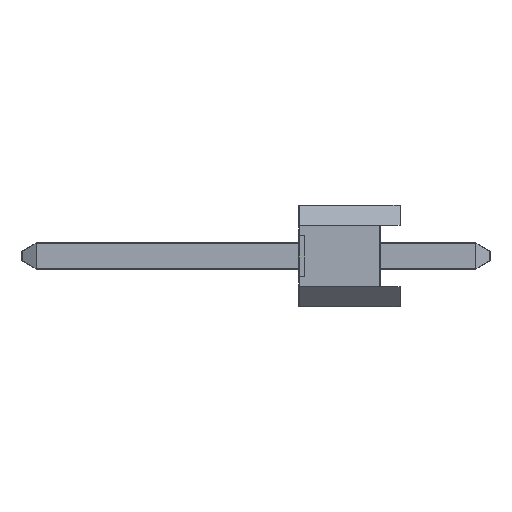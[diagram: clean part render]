
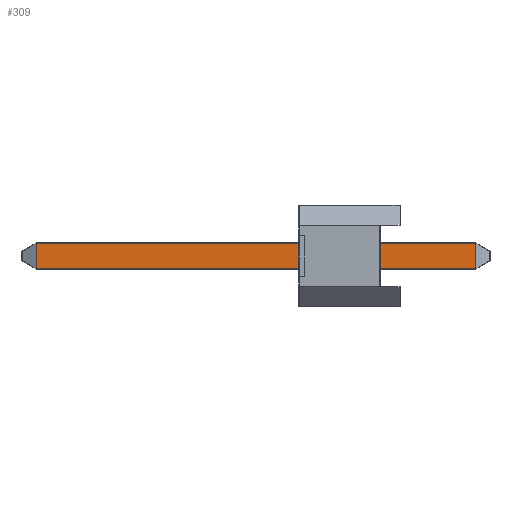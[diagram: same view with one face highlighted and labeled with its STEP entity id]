
A CAD part, left-side view. The second image highlights one B-rep face of the part: STEP entity #309.
In plain terms, the highlighted planar face has unit normal (-1, 0, 0).
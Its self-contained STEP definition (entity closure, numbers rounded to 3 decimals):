
#156 = VERTEX_POINT ( 'NONE', #3144 ) ;
#163 = AXIS2_PLACEMENT_3D ( 'NONE', #2163, #2797, #3093 ) ;
#292 = DIRECTION ( 'NONE',  ( 0., -1., 0. ) ) ;
#309 = ADVANCED_FACE ( 'NONE', ( #1582 ), #3373, .F. ) ;
#313 = VECTOR ( 'NONE', #1712, 1000. ) ;
#396 = CARTESIAN_POINT ( 'NONE',  ( -0.32, 11.154, -0.31 ) ) ;
#703 = EDGE_CURVE ( 'NONE', #2725, #156, #3807, .T. ) ;
#828 = ORIENTED_EDGE ( 'NONE', *, *, #2301, .T. ) ;
#925 = VECTOR ( 'NONE', #3707, 1000. ) ;
#1171 = VERTEX_POINT ( 'NONE', #2994 ) ;
#1332 = CARTESIAN_POINT ( 'NONE',  ( -0.32, 11.154, -0.32 ) ) ;
#1415 = CARTESIAN_POINT ( 'NONE',  ( -0.32, 0.346, -0.31 ) ) ;
#1449 = ORIENTED_EDGE ( 'NONE', *, *, #703, .T. ) ;
#1582 = FACE_OUTER_BOUND ( 'NONE', #1801, .T. ) ;
#1712 = DIRECTION ( 'NONE',  ( 0., 0., 1. ) ) ;
#1721 = EDGE_CURVE ( 'NONE', #1881, #2725, #1826, .T. ) ;
#1733 = VECTOR ( 'NONE', #292, 1000. ) ;
#1801 = EDGE_LOOP ( 'NONE', ( #3754, #2052, #1449, #828 ) ) ;
#1826 = LINE ( 'NONE', #3015, #1733 ) ;
#1881 = VERTEX_POINT ( 'NONE', #396 ) ;
#2052 = ORIENTED_EDGE ( 'NONE', *, *, #1721, .T. ) ;
#2163 = CARTESIAN_POINT ( 'NONE',  ( -0.32, 11.5, -0.32 ) ) ;
#2301 = EDGE_CURVE ( 'NONE', #156, #1171, #2919, .T. ) ;
#2584 = CARTESIAN_POINT ( 'NONE',  ( -0.32, 11.5, 0.31 ) ) ;
#2725 = VERTEX_POINT ( 'NONE', #1415 ) ;
#2797 = DIRECTION ( 'NONE',  ( 1., 0., 0. ) ) ;
#2865 = DIRECTION ( 'NONE',  ( 0., 1., 0. ) ) ;
#2919 = LINE ( 'NONE', #2584, #3799 ) ;
#2994 = CARTESIAN_POINT ( 'NONE',  ( -0.32, 11.154, 0.31 ) ) ;
#3015 = CARTESIAN_POINT ( 'NONE',  ( -0.32, 11.5, -0.31 ) ) ;
#3042 = EDGE_CURVE ( 'NONE', #1171, #1881, #3122, .T. ) ;
#3093 = DIRECTION ( 'NONE',  ( 0., 0., -1. ) ) ;
#3122 = LINE ( 'NONE', #1332, #925 ) ;
#3144 = CARTESIAN_POINT ( 'NONE',  ( -0.32, 0.346, 0.31 ) ) ;
#3373 = PLANE ( 'NONE',  #163 ) ;
#3556 = CARTESIAN_POINT ( 'NONE',  ( -0.32, 0.346, -0.32 ) ) ;
#3707 = DIRECTION ( 'NONE',  ( 0., 0., -1. ) ) ;
#3754 = ORIENTED_EDGE ( 'NONE', *, *, #3042, .T. ) ;
#3799 = VECTOR ( 'NONE', #2865, 1000. ) ;
#3807 = LINE ( 'NONE', #3556, #313 ) ;
